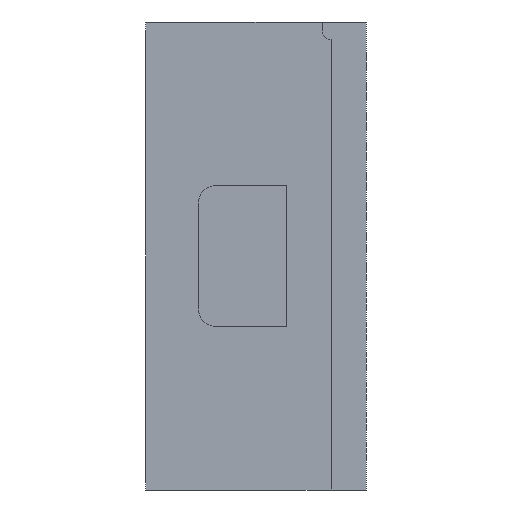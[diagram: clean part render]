
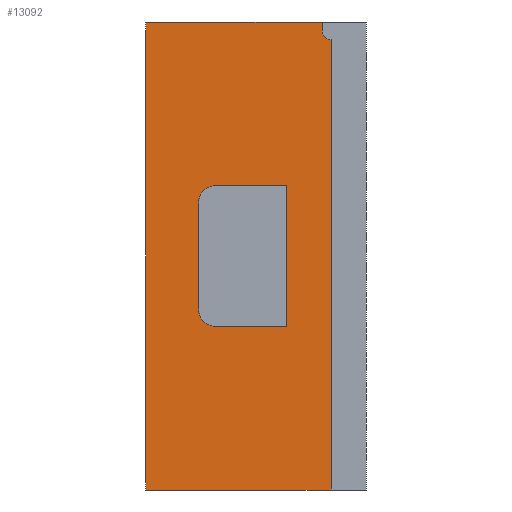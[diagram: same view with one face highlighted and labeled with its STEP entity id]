
A CAD part, left-side view. The second image highlights one B-rep face of the part: STEP entity #13092.
In plain terms, the highlighted planar face has unit normal (-1, 0, 0).
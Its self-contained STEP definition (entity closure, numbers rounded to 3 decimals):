
#12552=CARTESIAN_POINT('',(-250.,75.,162.5));
#12553=VERTEX_POINT('',#12552);
#12560=CARTESIAN_POINT('',(-250.,65.,172.5));
#12561=VERTEX_POINT('',#12560);
#12562=CARTESIAN_POINT('',(-250.,65.,162.5));
#12563=DIRECTION('',(0.,0.,1.));
#12564=DIRECTION('',(-1.,0.,0.));
#12565=AXIS2_PLACEMENT_3D('',#12562,#12564,#12563);
#12566=CIRCLE('',#12565,10.);
#12567=EDGE_CURVE('',#12561,#12553,#12566,.T.);
#12584=CARTESIAN_POINT('',(-250.,25.,172.5));
#12585=VERTEX_POINT('',#12584);
#12586=CARTESIAN_POINT('',(-250.,25.,172.5));
#12587=DIRECTION('',(0.,1.,0.));
#12588=VECTOR('',#12587,40.);
#12589=LINE('',#12586,#12588);
#12590=EDGE_CURVE('',#12585,#12561,#12589,.T.);
#12625=CARTESIAN_POINT('',(-250.,65.,92.5));
#12626=VERTEX_POINT('',#12625);
#12633=CARTESIAN_POINT('',(-250.,75.,102.5));
#12634=VERTEX_POINT('',#12633);
#12635=CARTESIAN_POINT('',(-250.,65.,102.5));
#12636=DIRECTION('',(0.,1.,0.));
#12637=DIRECTION('',(-1.,-0.,0.));
#12638=AXIS2_PLACEMENT_3D('',#12635,#12637,#12636);
#12639=CIRCLE('',#12638,10.);
#12640=EDGE_CURVE('',#12634,#12626,#12639,.T.);
#12689=CARTESIAN_POINT('',(-250.,25.,92.5));
#12690=VERTEX_POINT('',#12689);
#12697=CARTESIAN_POINT('',(-250.,65.,92.5));
#12698=DIRECTION('',(0.,-1.,0.));
#12699=VECTOR('',#12698,40.);
#12700=LINE('',#12697,#12699);
#12701=EDGE_CURVE('',#12626,#12690,#12700,.T.);
#12711=CARTESIAN_POINT('',(-250.,25.,92.5));
#12712=DIRECTION('',(0.,0.,1.));
#12713=VECTOR('',#12712,80.);
#12714=LINE('',#12711,#12713);
#12715=EDGE_CURVE('',#12690,#12585,#12714,.T.);
#12731=CARTESIAN_POINT('',(-250.,75.,162.5));
#12732=DIRECTION('',(0.,0.,-1.));
#12733=VECTOR('',#12732,60.);
#12734=LINE('',#12731,#12733);
#12735=EDGE_CURVE('',#12553,#12634,#12734,.T.);
#12745=CARTESIAN_POINT('',(-250.,5.,265.));
#12746=VERTEX_POINT('',#12745);
#12747=CARTESIAN_POINT('',(-250.,5.,260.));
#12748=VERTEX_POINT('',#12747);
#12749=CARTESIAN_POINT('',(-250.,5.,265.));
#12750=DIRECTION('',(0.,0.,-1.));
#12751=VECTOR('',#12750,5.);
#12752=LINE('',#12749,#12751);
#12753=EDGE_CURVE('',#12746,#12748,#12752,.T.);
#12785=CARTESIAN_POINT('',(-250.,0.,255.));
#12786=VERTEX_POINT('',#12785);
#12787=CARTESIAN_POINT('',(-250.,0.,260.));
#12788=DIRECTION('',(0.,1.,0.));
#12789=DIRECTION('',(-1.,-0.,0.));
#12790=AXIS2_PLACEMENT_3D('',#12787,#12789,#12788);
#12791=CIRCLE('',#12790,5.);
#12792=EDGE_CURVE('',#12748,#12786,#12791,.T.);
#12859=CARTESIAN_POINT('',(-250.,105.,265.));
#12860=VERTEX_POINT('',#12859);
#12867=CARTESIAN_POINT('',(-250.,105.,265.));
#12868=DIRECTION('',(0.,-1.,0.));
#12869=VECTOR('',#12868,100.);
#12870=LINE('',#12867,#12869);
#12871=EDGE_CURVE('',#12860,#12746,#12870,.T.);
#12987=CARTESIAN_POINT('',(-250.,0.,0.));
#12988=VERTEX_POINT('',#12987);
#12989=CARTESIAN_POINT('',(-250.,0.,255.));
#12990=DIRECTION('',(0.,0.,-1.));
#12991=VECTOR('',#12990,255.);
#12992=LINE('',#12989,#12991);
#12993=EDGE_CURVE('',#12786,#12988,#12992,.T.);
#13017=CARTESIAN_POINT('',(-250.,105.,0.));
#13018=VERTEX_POINT('',#13017);
#13025=CARTESIAN_POINT('',(-250.,105.,0.));
#13026=DIRECTION('',(0.,0.,1.));
#13027=VECTOR('',#13026,265.);
#13028=LINE('',#13025,#13027);
#13029=EDGE_CURVE('',#13018,#12860,#13028,.T.);
#13066=CARTESIAN_POINT('',(-250.,52.5,132.5));
#13067=DIRECTION('',(0.,-1.,0.));
#13068=DIRECTION('',(-1.,0.,0.));
#13069=AXIS2_PLACEMENT_3D('',#13066,#13068,#13067);
#13070=PLANE('',#13069);
#13071=ORIENTED_EDGE('',*,*,#12753,.F.);
#13072=ORIENTED_EDGE('',*,*,#12871,.F.);
#13073=ORIENTED_EDGE('',*,*,#13029,.F.);
#13074=CARTESIAN_POINT('',(-250.,105.,0.));
#13075=DIRECTION('',(0.,-1.,0.));
#13076=VECTOR('',#13075,105.);
#13077=LINE('',#13074,#13076);
#13078=EDGE_CURVE('',#13018,#12988,#13077,.T.);
#13079=ORIENTED_EDGE('E1183',*,*,#13078,.T.);
#13080=ORIENTED_EDGE('E1183',*,*,#12993,.F.);
#13081=ORIENTED_EDGE('E1183',*,*,#12792,.F.);
#13082=EDGE_LOOP('',(#13071,#13072,#13073,#13079,#13080,#13081));
#13083=FACE_OUTER_BOUND('',#13082,.T.);
#13084=ORIENTED_EDGE('',*,*,#12701,.F.);
#13085=ORIENTED_EDGE('',*,*,#12640,.F.);
#13086=ORIENTED_EDGE('',*,*,#12735,.F.);
#13087=ORIENTED_EDGE('',*,*,#12567,.F.);
#13088=ORIENTED_EDGE('',*,*,#12590,.F.);
#13089=ORIENTED_EDGE('',*,*,#12715,.F.);
#13090=EDGE_LOOP('',(#13084,#13085,#13086,#13087,#13088,#13089));
#13091=FACE_BOUND('',#13090,.T.);
#13092=ADVANCED_FACE('F259',(#13083,#13091),#13070,.T.);
